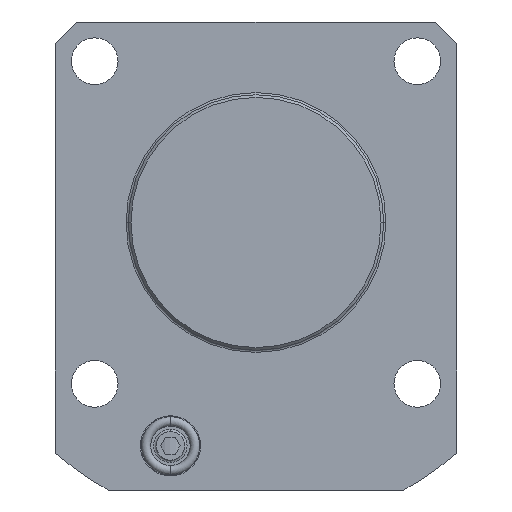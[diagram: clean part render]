
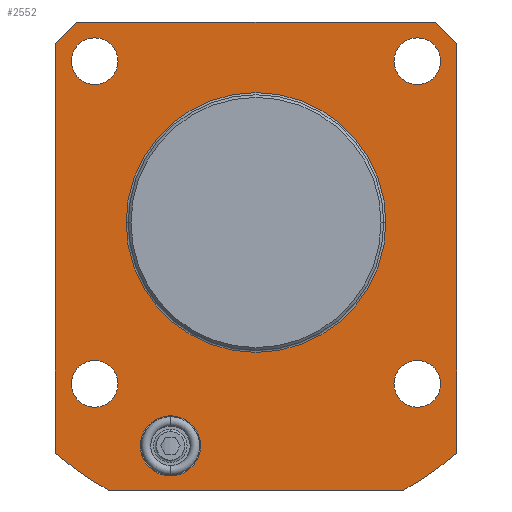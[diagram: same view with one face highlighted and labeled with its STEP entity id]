
A CAD part, front view. The second image highlights one B-rep face of the part: STEP entity #2552.
In plain terms, the highlighted planar face has unit normal (0, -1, 0).
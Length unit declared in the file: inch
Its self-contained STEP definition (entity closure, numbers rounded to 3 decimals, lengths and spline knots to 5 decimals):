
#603=CARTESIAN_POINT('',(0.,0.,0.));
#604=DIRECTION('',(0.,1.,0.));
#605=DIRECTION('',(-1.,0.,0.));
#606=AXIS2_PLACEMENT_3D('',#603,#604,#605);
#611=CARTESIAN_POINT('',(0.,0.,0.));
#612=DIRECTION('',(0.,1.,0.));
#613=DIRECTION('',(1.,0.,0.));
#614=AXIS2_PLACEMENT_3D('',#611,#612,#613);
#619=DIRECTION('',(1.,0.,0.));
#620=VECTOR('',#619,2.17765);
#621=CARTESIAN_POINT('',(-1.08882,0.,-1.969));
#622=LINE('',#621,#620);
#626=DIRECTION('',(0.,0.,-1.));
#627=VECTOR('',#626,3.01686);
#628=CARTESIAN_POINT('',(-1.4764,0.,1.319));
#629=LINE('',#628,#627);
#633=DIRECTION('',(-0.707,0.,-0.707));
#634=VECTOR('',#633,0.22203);
#635=CARTESIAN_POINT('',(-1.3194,0.,1.476));
#636=LINE('',#635,#634);
#640=DIRECTION('',(-1.,0.,0.));
#641=VECTOR('',#640,2.6388);
#642=CARTESIAN_POINT('',(1.3194,0.,1.476));
#643=LINE('',#642,#641);
#647=DIRECTION('',(-0.707,0.,0.707));
#648=VECTOR('',#647,0.22203);
#649=CARTESIAN_POINT('',(1.4764,0.,1.319));
#650=LINE('',#649,#648);
#654=DIRECTION('',(0.,0.,1.));
#655=VECTOR('',#654,3.01686);
#656=CARTESIAN_POINT('',(1.4764,0.,-1.69786));
#657=LINE('',#656,#655);
#661=CARTESIAN_POINT('',(-1.1875,0.,-1.1875));
#662=DIRECTION('',(0.,1.,0.));
#663=DIRECTION('',(-1.,0.,0.));
#664=AXIS2_PLACEMENT_3D('',#661,#662,#663);
#669=CARTESIAN_POINT('',(-1.1875,0.,-1.1875));
#670=DIRECTION('',(0.,1.,0.));
#671=DIRECTION('',(1.,0.,0.));
#672=AXIS2_PLACEMENT_3D('',#669,#670,#671);
#677=CARTESIAN_POINT('',(1.1875,0.,-1.1875));
#678=DIRECTION('',(0.,1.,0.));
#679=DIRECTION('',(-1.,0.,0.));
#680=AXIS2_PLACEMENT_3D('',#677,#678,#679);
#685=CARTESIAN_POINT('',(1.1875,0.,-1.1875));
#686=DIRECTION('',(0.,1.,0.));
#687=DIRECTION('',(1.,0.,0.));
#688=AXIS2_PLACEMENT_3D('',#685,#686,#687);
#693=CARTESIAN_POINT('',(1.1875,0.,1.1875));
#694=DIRECTION('',(0.,1.,0.));
#695=DIRECTION('',(-1.,0.,0.));
#696=AXIS2_PLACEMENT_3D('',#693,#694,#695);
#701=CARTESIAN_POINT('',(1.1875,0.,1.1875));
#702=DIRECTION('',(0.,1.,0.));
#703=DIRECTION('',(1.,0.,0.));
#704=AXIS2_PLACEMENT_3D('',#701,#702,#703);
#709=CARTESIAN_POINT('',(-1.1875,0.,1.1875));
#710=DIRECTION('',(0.,1.,0.));
#711=DIRECTION('',(-1.,0.,0.));
#712=AXIS2_PLACEMENT_3D('',#709,#710,#711);
#717=CARTESIAN_POINT('',(-1.1875,0.,1.1875));
#718=DIRECTION('',(0.,1.,0.));
#719=DIRECTION('',(1.,0.,0.));
#720=AXIS2_PLACEMENT_3D('',#717,#718,#719);
#725=CARTESIAN_POINT('',(-0.63,0.,-1.644));
#726=DIRECTION('',(0.,-1.,0.));
#727=DIRECTION('',(-1.,0.,0.));
#728=AXIS2_PLACEMENT_3D('',#725,#726,#727);
#733=CARTESIAN_POINT('',(-0.63,0.,-1.644));
#734=DIRECTION('',(0.,-1.,0.));
#735=DIRECTION('',(1.,0.,0.));
#736=AXIS2_PLACEMENT_3D('',#733,#734,#735);
#855=CARTESIAN_POINT('',(0.,0.,0.));
#856=DIRECTION('',(0.,-1.,0.));
#857=DIRECTION('',(-0.656,0.,-0.755));
#858=AXIS2_PLACEMENT_3D('',#855,#856,#857);
#870=CARTESIAN_POINT('',(0.,0.,0.));
#871=DIRECTION('',(0.,-1.,0.));
#872=DIRECTION('',(0.484,0.,-0.875));
#873=AXIS2_PLACEMENT_3D('',#870,#871,#872);
#1864=CARTESIAN_POINT('',(-1.08882,0.,-1.969));
#1865=CARTESIAN_POINT('',(1.08882,0.,-1.969));
#1866=VERTEX_POINT('',#1864);
#1867=VERTEX_POINT('',#1865);
#1868=CARTESIAN_POINT('',(1.4764,0.,-1.69786));
#1869=CARTESIAN_POINT('',(1.4764,0.,1.319));
#1870=VERTEX_POINT('',#1868);
#1871=VERTEX_POINT('',#1869);
#1878=CARTESIAN_POINT('',(-1.4764,0.,-1.69786));
#1879=VERTEX_POINT('',#1878);
#1880=CARTESIAN_POINT('',(-1.3595,0.,-1.1875));
#1881=CARTESIAN_POINT('',(-1.0155,0.,-1.1875));
#1882=VERTEX_POINT('',#1880);
#1883=VERTEX_POINT('',#1881);
#1884=CARTESIAN_POINT('',(1.0155,0.,-1.1875));
#1885=CARTESIAN_POINT('',(1.3595,0.,-1.1875));
#1886=VERTEX_POINT('',#1884);
#1887=VERTEX_POINT('',#1885);
#1888=CARTESIAN_POINT('',(1.0155,0.,1.1875));
#1889=CARTESIAN_POINT('',(1.3595,0.,1.1875));
#1890=VERTEX_POINT('',#1888);
#1891=VERTEX_POINT('',#1889);
#1892=CARTESIAN_POINT('',(-1.3595,0.,1.1875));
#1893=CARTESIAN_POINT('',(-1.0155,0.,1.1875));
#1894=VERTEX_POINT('',#1892);
#1895=VERTEX_POINT('',#1893);
#1924=CARTESIAN_POINT('',(-0.9562,0.,0.));
#1925=CARTESIAN_POINT('',(0.9562,0.,0.));
#1926=VERTEX_POINT('',#1924);
#1927=VERTEX_POINT('',#1925);
#2006=CARTESIAN_POINT('',(-0.8515,0.,-1.644));
#2007=CARTESIAN_POINT('',(-0.4085,0.,-1.644));
#2008=VERTEX_POINT('',#2006);
#2009=VERTEX_POINT('',#2007);
#2103=CARTESIAN_POINT('',(1.3194,0.,1.476));
#2104=VERTEX_POINT('',#2103);
#2105=CARTESIAN_POINT('',(-1.3194,0.,1.476));
#2106=VERTEX_POINT('',#2105);
#2107=CARTESIAN_POINT('',(-1.4764,0.,1.319));
#2108=VERTEX_POINT('',#2107);
#2497=CARTESIAN_POINT('',(0.,0.,0.));
#2498=DIRECTION('',(0.,-1.,0.));
#2499=DIRECTION('',(-1.,0.,0.));
#2500=AXIS2_PLACEMENT_3D('',#2497,#2498,#2499);
#2501=PLANE('',#2500);
#2502=ORIENTED_EDGE('',*,*,#2267,.F.);
#2504=ORIENTED_EDGE('',*,*,#2503,.F.);
#2505=ORIENTED_EDGE('',*,*,#2403,.F.);
#2507=ORIENTED_EDGE('',*,*,#2506,.F.);
#2509=ORIENTED_EDGE('',*,*,#2508,.F.);
#2511=ORIENTED_EDGE('',*,*,#2510,.F.);
#2513=ORIENTED_EDGE('',*,*,#2512,.F.);
#2515=ORIENTED_EDGE('',*,*,#2514,.F.);
#2516=EDGE_LOOP('',(#2502,#2504,#2505,#2507,#2509,#2511,#2513,#2515));
#2517=FACE_OUTER_BOUND('',#2516,.F.);
#2519=ORIENTED_EDGE('',*,*,#2518,.F.);
#2521=ORIENTED_EDGE('',*,*,#2520,.F.);
#2522=EDGE_LOOP('',(#2519,#2521));
#2523=FACE_BOUND('',#2522,.F.);
#2524=ORIENTED_EDGE('',*,*,#2477,.F.);
#2525=ORIENTED_EDGE('',*,*,#2491,.F.);
#2526=EDGE_LOOP('',(#2524,#2525));
#2527=FACE_BOUND('',#2526,.F.);
#2529=ORIENTED_EDGE('',*,*,#2528,.F.);
#2531=ORIENTED_EDGE('',*,*,#2530,.F.);
#2532=EDGE_LOOP('',(#2529,#2531));
#2533=FACE_BOUND('',#2532,.F.);
#2535=ORIENTED_EDGE('',*,*,#2534,.F.);
#2537=ORIENTED_EDGE('',*,*,#2536,.F.);
#2538=EDGE_LOOP('',(#2535,#2537));
#2539=FACE_BOUND('',#2538,.F.);
#2541=ORIENTED_EDGE('',*,*,#2540,.F.);
#2543=ORIENTED_EDGE('',*,*,#2542,.F.);
#2544=EDGE_LOOP('',(#2541,#2543));
#2545=FACE_BOUND('',#2544,.F.);
#2547=ORIENTED_EDGE('',*,*,#2546,.T.);
#2549=ORIENTED_EDGE('',*,*,#2548,.T.);
#2550=EDGE_LOOP('',(#2547,#2549));
#2551=FACE_BOUND('',#2550,.F.);
#607=CIRCLE('',#606,0.9562);
#615=CIRCLE('',#614,0.9562);
#665=CIRCLE('',#664,0.172);
#673=CIRCLE('',#672,0.172);
#681=CIRCLE('',#680,0.172);
#689=CIRCLE('',#688,0.172);
#697=CIRCLE('',#696,0.172);
#705=CIRCLE('',#704,0.172);
#713=CIRCLE('',#712,0.172);
#721=CIRCLE('',#720,0.172);
#729=CIRCLE('',#728,0.2215);
#737=CIRCLE('',#736,0.2215);
#859=CIRCLE('',#858,2.25);
#874=CIRCLE('',#873,2.25);
#2267=EDGE_CURVE('',#1866,#1867,#622,.T.);
#2403=EDGE_CURVE('',#2108,#1879,#629,.T.);
#2477=EDGE_CURVE('',#1882,#1883,#665,.T.);
#2491=EDGE_CURVE('',#1883,#1882,#673,.T.);
#2503=EDGE_CURVE('',#1879,#1866,#859,.T.);
#2506=EDGE_CURVE('',#2106,#2108,#636,.T.);
#2508=EDGE_CURVE('',#2104,#2106,#643,.T.);
#2510=EDGE_CURVE('',#1871,#2104,#650,.T.);
#2512=EDGE_CURVE('',#1870,#1871,#657,.T.);
#2514=EDGE_CURVE('',#1867,#1870,#874,.T.);
#2518=EDGE_CURVE('',#1926,#1927,#607,.T.);
#2520=EDGE_CURVE('',#1927,#1926,#615,.T.);
#2528=EDGE_CURVE('',#1886,#1887,#681,.T.);
#2530=EDGE_CURVE('',#1887,#1886,#689,.T.);
#2534=EDGE_CURVE('',#1890,#1891,#697,.T.);
#2536=EDGE_CURVE('',#1891,#1890,#705,.T.);
#2540=EDGE_CURVE('',#1894,#1895,#713,.T.);
#2542=EDGE_CURVE('',#1895,#1894,#721,.T.);
#2546=EDGE_CURVE('',#2008,#2009,#729,.T.);
#2548=EDGE_CURVE('',#2009,#2008,#737,.T.);
#2552=ADVANCED_FACE('',(#2517,#2523,#2527,#2533,#2539,#2545,#2551),#2501,.T.);
